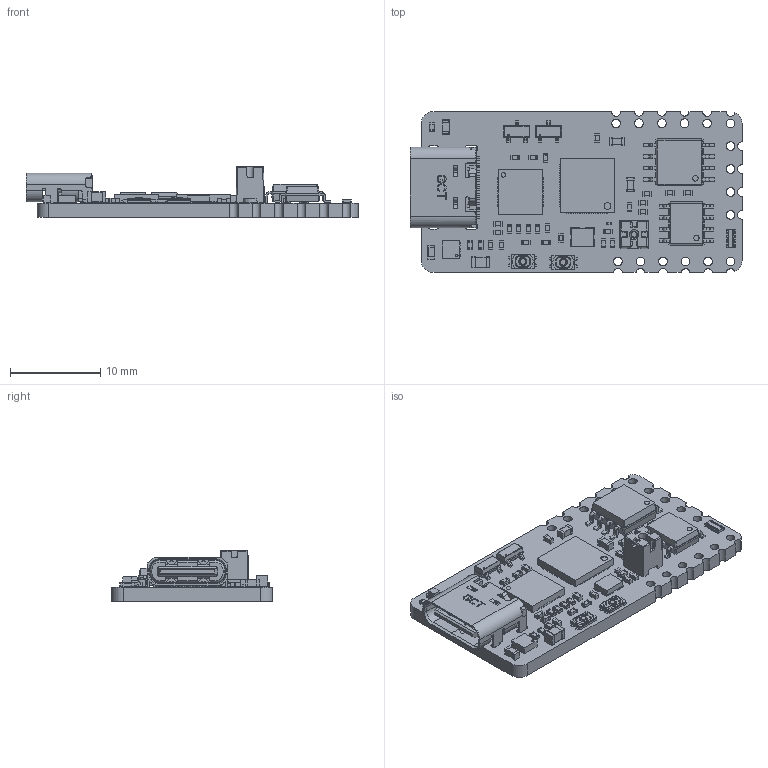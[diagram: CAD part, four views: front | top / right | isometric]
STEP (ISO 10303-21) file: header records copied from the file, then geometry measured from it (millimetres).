
FILE_DESCRIPTION(('KiCad electronic assembly'),'2;1');
FILE_NAME('icebreaker-bitsy.step','2024-11-05T23:16:32',('Pcbnew'),( 'Kicad'),'Open CASCADE STEP processor 7.7','KiCad to STEP converter' ,'Unknown');
FILE_SCHEMA(('AUTOMOTIVE_DESIGN { 1 0 10303 214 1 1 1 1 }'));
Length unit declared in the file: millimetre
Products named in the file (38): icebreaker-bitsy 1; EVP-BB2A9B000; root; LED_0603_1608Metric; C_0402_1005Metric; USB4105-GF-A-120; C_0603_1608Metric; R_0402_1005Metric; QFN-28-1EP_5x5mm_P0.5mm_EP3.35x3.35mm; QFN-28-1EP_5x5mm_Pitch0.5mm; WSON-6-1EP_2x2mm_P0.65mm_EP1x1.6mm; WSON_6_1EP_2x2mm_P065mm_EP1x16mm; SOIC-8_5.275x5.275mm_P1.27mm; SOIC_8_5275x5275mm_P127mm; R_Array_Convex_4x0402; SS8050-G; ASSEMBLY; L_0402_1005Metric; ECS-400-10-36B-CKY-TR; 47948-0001; 479480001; L_0805_2012Metric; ESP32-D0WDQ6; SOIC-8_3.9x4.9mm_P1.27mm; SOIC_8_39x49mm_P127mm; C_0201_0603Metric; V1_PCB
Assembly tree (66 placements, depth 3):
  icebreaker-bitsy 1
    EVP-BB2A9B000  x2
      root
    LED_0603_1608Metric
      LED_0603_1608Metric
    C_0402_1005Metric  x15
      C_0402_1005Metric
    USB4105-GF-A-120
      USB4105-GF-A-120
    C_0603_1608Metric  x3
      C_0603_1608Metric
    R_0402_1005Metric  x12
      R_0402_1005Metric
    QFN-28-1EP_5x5mm_P0.5mm_EP3.35x3.35mm
      QFN-28-1EP_5x5mm_Pitch0.5mm
    WSON-6-1EP_2x2mm_P0.65mm_EP1x1.6mm
      WSON_6_1EP_2x2mm_P065mm_EP1x16mm
    SOIC-8_5.275x5.275mm_P1.27mm
      SOIC_8_5275x5275mm_P127mm
    R_Array_Convex_4x0402
      R_Array_Convex_4x0402
    SS8050-G  x2
      ASSEMBLY
    L_0402_1005Metric
      L_0402_1005Metric
    ECS-400-10-36B-CKY-TR
      ASSEMBLY
    47948-0001
      479480001
    L_0805_2012Metric
      L_0805_2012Metric
    ESP32-D0WDQ6
      ASSEMBLY
    SOIC-8_3.9x4.9mm_P1.27mm
      SOIC_8_39x49mm_P127mm
    C_0201_0603Metric
      C_0201_0603Metric
    V1_PCB
Bounding box: 36.81 x 17.8 x 5.65 mm (x, y, z)
Volume: 1279.1 mm3; surface area: 2761.5 mm2
Topology: 118 solids, 118 shells, 3334 faces, 8786 edges, 5759 vertices
Faces by surface type: plane 2313, cylinder 872, bspline 75, cone 53, torus 17, sphere 4
Full cylindrical faces by diameter (mm): 0.163 x2, 0.2 x2, 0.25 x1, 0.5 x1, 0.6 x2, 0.65 x2, 0.75 x1, 0.965 x16
Entity records: 84122 total; most frequent: CARTESIAN_POINT 14706, ORIENTED_EDGE 13022, DIRECTION 12418, EDGE_CURVE 6511, LINE 5186, VECTOR 5186, VERTEX_POINT 4221, AXIS2_PLACEMENT_3D 3616
